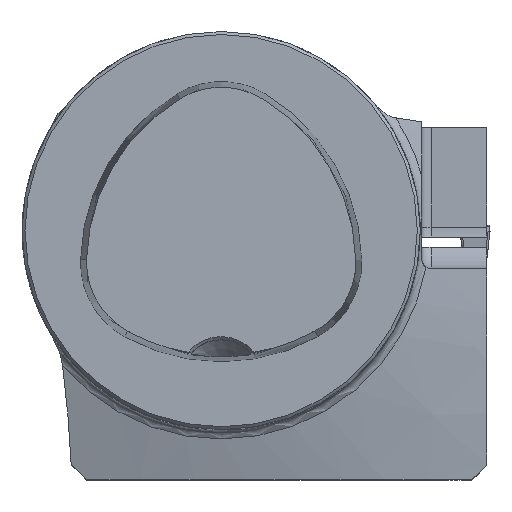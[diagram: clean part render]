
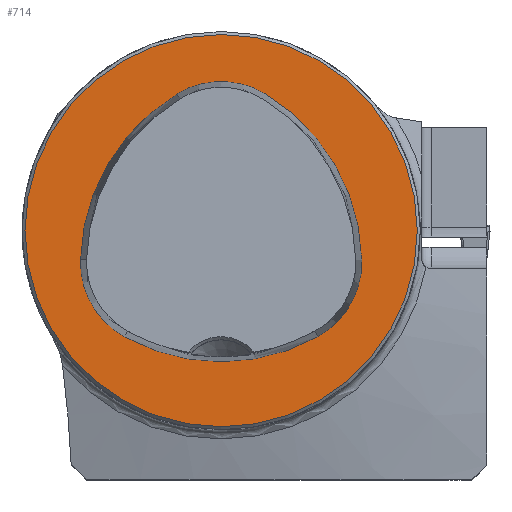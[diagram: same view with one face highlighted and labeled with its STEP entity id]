
A CAD part, top view. The second image highlights one B-rep face of the part: STEP entity #714.
In plain terms, the highlighted planar face has unit normal (0, 0, 1).
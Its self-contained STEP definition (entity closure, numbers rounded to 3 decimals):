
#154=FACE_BOUND('',#1039,.T.);
#155=FACE_BOUND('',#1040,.T.);
#242=PLANE('',#2941);
#714=ADVANCED_FACE('CU_FL_N1_SU_1',(#154,#155),#242,.T.);
#1039=EDGE_LOOP('',(#1465,#1466,#1467,#1468,#1469,#1470));
#1040=EDGE_LOOP('',(#1471));
#1191=CIRCLE('',#2932,20.063);
#1193=CIRCLE('',#2935,20.063);
#1194=CIRCLE('',#2936,8.563);
#1195=CIRCLE('',#2937,8.563);
#1196=CIRCLE('',#2938,20.063);
#1197=CIRCLE('',#2939,8.563);
#1198=CIRCLE('',#2940,19.7);
#1465=ORIENTED_EDGE('',*,*,#2486,.F.);
#1466=ORIENTED_EDGE('',*,*,#2487,.F.);
#1467=ORIENTED_EDGE('',*,*,#2479,.F.);
#1468=ORIENTED_EDGE('',*,*,#2488,.F.);
#1469=ORIENTED_EDGE('',*,*,#2489,.F.);
#1470=ORIENTED_EDGE('',*,*,#2490,.F.);
#1471=ORIENTED_EDGE('',*,*,#2491,.T.);
#2185=VERTEX_POINT('',#4500);
#2186=VERTEX_POINT('',#4502);
#2192=VERTEX_POINT('',#4534);
#2193=VERTEX_POINT('',#4535);
#2194=VERTEX_POINT('',#4538);
#2195=VERTEX_POINT('',#4540);
#2196=VERTEX_POINT('',#4543);
#2479=EDGE_CURVE('',#2185,#2186,#1191,.T.);
#2486=EDGE_CURVE('',#2192,#2193,#1193,.T.);
#2487=EDGE_CURVE('',#2186,#2192,#1194,.T.);
#2488=EDGE_CURVE('',#2194,#2185,#1195,.T.);
#2489=EDGE_CURVE('',#2195,#2194,#1196,.T.);
#2490=EDGE_CURVE('',#2193,#2195,#1197,.T.);
#2491=EDGE_CURVE('',#2196,#2196,#1198,.T.);
#2932=AXIS2_PLACEMENT_3D('',#4501,#3317,#3318);
#2935=AXIS2_PLACEMENT_3D('',#4533,#3324,#3325);
#2936=AXIS2_PLACEMENT_3D('',#4536,#3326,#3327);
#2937=AXIS2_PLACEMENT_3D('',#4537,#3328,#3329);
#2938=AXIS2_PLACEMENT_3D('',#4539,#3330,#3331);
#2939=AXIS2_PLACEMENT_3D('',#4541,#3332,#3333);
#2940=AXIS2_PLACEMENT_3D('',#4542,#3334,#3335);
#2941=AXIS2_PLACEMENT_3D('',#4544,#3336,#3337);
#3317=DIRECTION('',(0.,0.,1.));
#3318=DIRECTION('',(-1.,0.,0.));
#3324=DIRECTION('',(0.,0.,1.));
#3325=DIRECTION('',(-1.,0.,0.));
#3326=DIRECTION('',(0.,0.,1.));
#3327=DIRECTION('',(-1.,0.,0.));
#3328=DIRECTION('',(0.,0.,1.));
#3329=DIRECTION('',(-1.,0.,0.));
#3330=DIRECTION('',(0.,0.,1.));
#3331=DIRECTION('',(-1.,0.,0.));
#3332=DIRECTION('',(0.,0.,1.));
#3333=DIRECTION('',(-1.,0.,0.));
#3334=DIRECTION('',(0.,0.,1.));
#3335=DIRECTION('',(-1.,0.,0.));
#3336=DIRECTION('',(0.,0.,1.));
#3337=DIRECTION('',(-1.,0.,0.));
#4500=CARTESIAN_POINT('',(-9.704,-10.66,0.));
#4501=CARTESIAN_POINT('',(0.,6.9,0.));
#4502=CARTESIAN_POINT('',(9.704,-10.66,0.));
#4533=CARTESIAN_POINT('',(-5.934,-3.451,0.));
#4534=CARTESIAN_POINT('',(14.123,-2.953,0.));
#4535=CARTESIAN_POINT('',(4.418,13.735,0.));
#4536=CARTESIAN_POINT('',(5.562,-3.165,0.));
#4537=CARTESIAN_POINT('',(-5.562,-3.165,0.));
#4538=CARTESIAN_POINT('',(-14.123,-2.953,0.));
#4539=CARTESIAN_POINT('',(5.934,-3.451,0.));
#4540=CARTESIAN_POINT('',(-4.418,13.735,0.));
#4541=CARTESIAN_POINT('',(0.,6.4,0.));
#4542=CARTESIAN_POINT('',(0.,0.,0.));
#4543=CARTESIAN_POINT('',(-19.7,0.,0.));
#4544=CARTESIAN_POINT('',(0.,0.,0.));
